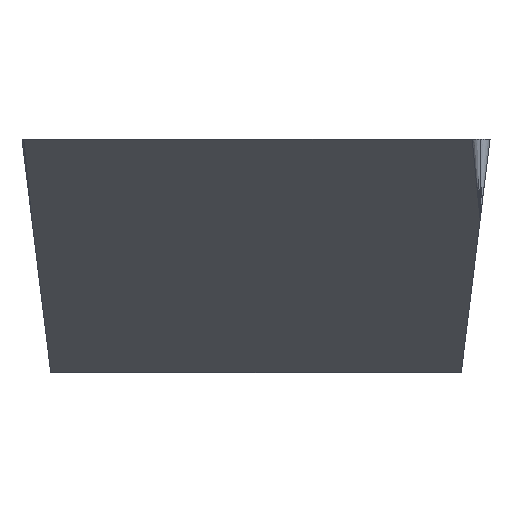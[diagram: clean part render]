
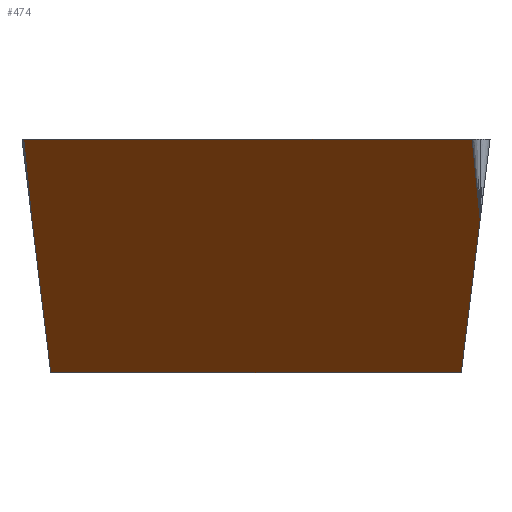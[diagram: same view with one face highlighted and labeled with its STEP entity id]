
A CAD part, left-side view. The second image highlights one B-rep face of the part: STEP entity #474.
In plain terms, the highlighted free-form (B-spline) face has degree [1, 3] with [2, 4] control points.
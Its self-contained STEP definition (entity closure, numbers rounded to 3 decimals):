
#1 = B_SPLINE_CURVE_WITH_KNOTS ( 'NONE', 3,
 ( #379, #276, #274, #396, #416, #415, #409 ),
 .UNSPECIFIED., .F., .F.,
 ( 4, 3, 4 ),
 ( 0., 0.002, 0.003 ),
 .UNSPECIFIED. ) ;
#6 = B_SPLINE_SURFACE_WITH_KNOTS ( 'NONE', 1, 3, ( 
 ( #93, #104, #98, #97 ),
 ( #96, #67, #66, #74 ) ),
 .UNSPECIFIED., .F., .F., .F.,
 ( 2, 2 ),
 ( 4, 4 ),
 ( 0., 1. ),
 ( -0.017, -0.001 ),
 .UNSPECIFIED. ) ;
#37 = B_SPLINE_CURVE_WITH_KNOTS ( 'NONE', 3,
 ( #238, #224, #199, #198, #197, #195, #186 ),
 .UNSPECIFIED., .F., .F.,
 ( 4, 3, 4 ),
 ( 0., 0.002, 0.003 ),
 .UNSPECIFIED. ) ;
#45 = VERTEX_POINT ( 'NONE', #311 ) ;
#58 = DIRECTION ( 'NONE',  ( -0.819, -0.574, 0. ) ) ;
#60 = DIRECTION ( 'NONE',  ( -0.07, 0.1, 0.993 ) ) ;
#62 = CARTESIAN_POINT ( 'NONE',  ( -14.585, -4.399, 0. ) ) ;
#64 = LINE ( 'NONE', #62, #147 ) ;
#66 = CARTESIAN_POINT ( 'NONE',  ( -9.839, -1.932, -5.712 ) ) ;
#67 = CARTESIAN_POINT ( 'NONE',  ( -5.495, 1.11, -5.712 ) ) ;
#74 = CARTESIAN_POINT ( 'NONE',  ( -14.183, -4.973, -5.712 ) ) ;
#93 = CARTESIAN_POINT ( 'NONE',  ( -1.553, 4.726, 0. ) ) ;
#96 = CARTESIAN_POINT ( 'NONE',  ( -1.151, 4.152, -5.712 ) ) ;
#97 = CARTESIAN_POINT ( 'NONE',  ( -14.585, -4.399, 0. ) ) ;
#98 = CARTESIAN_POINT ( 'NONE',  ( -10.241, -1.357, 0. ) ) ;
#103 = FACE_OUTER_BOUND ( 'NONE', #310, .T. ) ;
#104 = CARTESIAN_POINT ( 'NONE',  ( -5.897, 1.685, 0. ) ) ;
#111 = VERTEX_POINT ( 'NONE', #220 ) ;
#126 = CARTESIAN_POINT ( 'NONE',  ( -13.251, -4.178, -4.76 ) ) ;
#139 = CARTESIAN_POINT ( 'NONE',  ( -13.251, -4.178, -4.76 ) ) ;
#140 = CARTESIAN_POINT ( 'NONE',  ( -9.273, -1.393, -4.76 ) ) ;
#146 = CARTESIAN_POINT ( 'NONE',  ( -15.105, -4.763, 0. ) ) ;
#147 = VECTOR ( 'NONE', #60, 1000. ) ;
#153 = CARTESIAN_POINT ( 'NONE',  ( -1.553, 4.726, 0. ) ) ;
#154 = CARTESIAN_POINT ( 'NONE',  ( -1.317, 4.178, -4.76 ) ) ;
#162 = VECTOR ( 'NONE', #354, 1000. ) ;
#173 = LINE ( 'NONE', #211, #162 ) ;
#183 = CARTESIAN_POINT ( 'NONE',  ( -5.295, 1.393, -4.76 ) ) ;
#186 = CARTESIAN_POINT ( 'NONE',  ( -1.439, 4.562, -1.629 ) ) ;
#195 = CARTESIAN_POINT ( 'NONE',  ( -1.418, 4.498, -2.151 ) ) ;
#197 = CARTESIAN_POINT ( 'NONE',  ( -1.398, 4.434, -2.673 ) ) ;
#198 = CARTESIAN_POINT ( 'NONE',  ( -1.378, 4.37, -3.194 ) ) ;
#199 = CARTESIAN_POINT ( 'NONE',  ( -1.358, 4.306, -3.716 ) ) ;
#211 = CARTESIAN_POINT ( 'NONE',  ( -1.553, 4.726, 0. ) ) ;
#220 = CARTESIAN_POINT ( 'NONE',  ( -14.47, -4.563, -1.629 ) ) ;
#224 = CARTESIAN_POINT ( 'NONE',  ( -1.338, 4.242, -4.238 ) ) ;
#227 = CARTESIAN_POINT ( 'NONE',  ( -1.317, 4.178, -4.76 ) ) ;
#238 = CARTESIAN_POINT ( 'NONE',  ( -1.317, 4.178, -4.76 ) ) ;
#240 = CARTESIAN_POINT ( 'NONE',  ( -14.585, -4.399, 0. ) ) ;
#274 = CARTESIAN_POINT ( 'NONE',  ( -13.658, -4.306, -3.716 ) ) ;
#276 = CARTESIAN_POINT ( 'NONE',  ( -13.454, -4.242, -4.238 ) ) ;
#293 = VECTOR ( 'NONE', #58, 1000. ) ;
#298 = VERTEX_POINT ( 'NONE', #240 ) ;
#310 = EDGE_LOOP ( 'NONE', ( #380, #385, #397, #398, #400, #401 ) ) ;
#311 = CARTESIAN_POINT ( 'NONE',  ( -1.439, 4.562, -1.629 ) ) ;
#340 = EDGE_CURVE ( 'NONE', #447, #298, #353, .T. ) ;
#353 = LINE ( 'NONE', #146, #293 ) ;
#354 = DIRECTION ( 'NONE',  ( 0.07, -0.1, -0.993 ) ) ;
#379 = CARTESIAN_POINT ( 'NONE',  ( -13.251, -4.178, -4.76 ) ) ;
#380 = ORIENTED_EDGE ( 'NONE', *, *, #340, .F. ) ;
#385 = ORIENTED_EDGE ( 'NONE', *, *, #410, .T. ) ;
#391 = EDGE_CURVE ( 'NONE', #403, #111, #1, .T. ) ;
#396 = CARTESIAN_POINT ( 'NONE',  ( -13.861, -4.37, -3.194 ) ) ;
#397 = ORIENTED_EDGE ( 'NONE', *, *, #434, .F. ) ;
#398 = ORIENTED_EDGE ( 'NONE', *, *, #442, .T. ) ;
#400 = ORIENTED_EDGE ( 'NONE', *, *, #391, .T. ) ;
#401 = ORIENTED_EDGE ( 'NONE', *, *, #476, .T. ) ;
#403 = VERTEX_POINT ( 'NONE', #126 ) ;
#409 = CARTESIAN_POINT ( 'NONE',  ( -14.47, -4.563, -1.629 ) ) ;
#410 = EDGE_CURVE ( 'NONE', #447, #45, #173, .T. ) ;
#412 = B_SPLINE_CURVE_WITH_KNOTS ( 'NONE', 3,
 ( #154, #183, #140, #139 ),
 .UNSPECIFIED., .F., .F.,
 ( 4, 4 ),
 ( 0., 0.015 ),
 .UNSPECIFIED. ) ;
#415 = CARTESIAN_POINT ( 'NONE',  ( -14.267, -4.498, -2.151 ) ) ;
#416 = CARTESIAN_POINT ( 'NONE',  ( -14.064, -4.434, -2.673 ) ) ;
#431 = VERTEX_POINT ( 'NONE', #227 ) ;
#434 = EDGE_CURVE ( 'NONE', #431, #45, #37, .T. ) ;
#442 = EDGE_CURVE ( 'NONE', #431, #403, #412, .T. ) ;
#447 = VERTEX_POINT ( 'NONE', #153 ) ;
#474 = ADVANCED_FACE ( 'NONE', ( #103 ), #6, .T. ) ;
#476 = EDGE_CURVE ( 'NONE', #111, #298, #64, .T. ) ;
